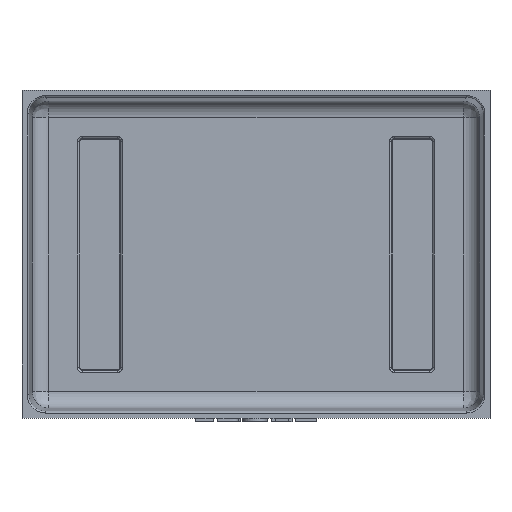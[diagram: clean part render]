
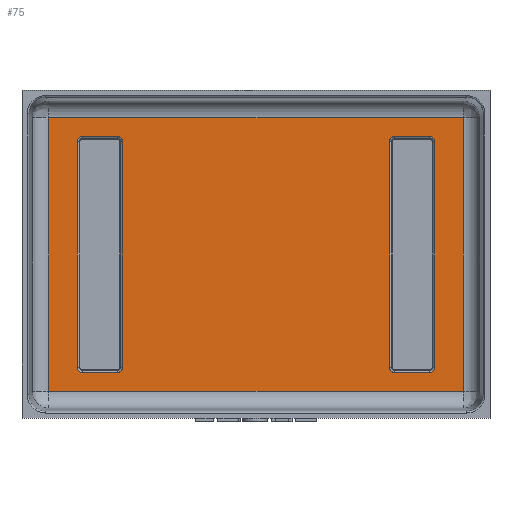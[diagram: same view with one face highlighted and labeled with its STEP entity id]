
A CAD part, top view. The second image highlights one B-rep face of the part: STEP entity #75.
In plain terms, the highlighted planar face has unit normal (0, 0, 1).
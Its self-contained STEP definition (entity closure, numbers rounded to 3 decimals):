
#75 = ADVANCED_FACE( '', ( #226, #227, #228 ), #229, .F. );
#226 = FACE_OUTER_BOUND( '', #527, .T. );
#227 = FACE_BOUND( '', #528, .T. );
#228 = FACE_BOUND( '', #529, .T. );
#229 = PLANE( '', #530 );
#527 = EDGE_LOOP( '', ( #1709, #1710, #1711, #1712 ) );
#528 = EDGE_LOOP( '', ( #1713, #1714, #1715, #1716, #1717, #1718, #1719, #1720 ) );
#529 = EDGE_LOOP( '', ( #1721, #1722, #1723, #1724, #1725, #1726, #1727, #1728 ) );
#530 = AXIS2_PLACEMENT_3D( '', #1729, #1730, #1731 );
#1709 = ORIENTED_EDGE( '', *, *, #2377, .F. );
#1710 = ORIENTED_EDGE( '', *, *, #2383, .F. );
#1711 = ORIENTED_EDGE( '', *, *, #2384, .F. );
#1712 = ORIENTED_EDGE( '', *, *, #2385, .F. );
#1713 = ORIENTED_EDGE( '', *, *, #2386, .F. );
#1714 = ORIENTED_EDGE( '', *, *, #2387, .F. );
#1715 = ORIENTED_EDGE( '', *, *, #2388, .F. );
#1716 = ORIENTED_EDGE( '', *, *, #2389, .F. );
#1717 = ORIENTED_EDGE( '', *, *, #2390, .F. );
#1718 = ORIENTED_EDGE( '', *, *, #2391, .F. );
#1719 = ORIENTED_EDGE( '', *, *, #2392, .F. );
#1720 = ORIENTED_EDGE( '', *, *, #2393, .F. );
#1721 = ORIENTED_EDGE( '', *, *, #2394, .F. );
#1722 = ORIENTED_EDGE( '', *, *, #2395, .F. );
#1723 = ORIENTED_EDGE( '', *, *, #2396, .F. );
#1724 = ORIENTED_EDGE( '', *, *, #2397, .F. );
#1725 = ORIENTED_EDGE( '', *, *, #2398, .F. );
#1726 = ORIENTED_EDGE( '', *, *, #2399, .F. );
#1727 = ORIENTED_EDGE( '', *, *, #2400, .F. );
#1728 = ORIENTED_EDGE( '', *, *, #2401, .F. );
#1729 = CARTESIAN_POINT( '', ( -233.016, 131.094, -78.131 ) );
#1730 = DIRECTION( '', ( 0., 0., -1. ) );
#1731 = DIRECTION( '', ( 1., 0., 0. ) );
#2377 = EDGE_CURVE( '', #2727, #2729, #2730, .T. );
#2383 = EDGE_CURVE( '', #2736, #2727, #2738, .T. );
#2384 = EDGE_CURVE( '', #2739, #2736, #2740, .T. );
#2385 = EDGE_CURVE( '', #2729, #2739, #2741, .T. );
#2386 = EDGE_CURVE( '', #2742, #2743, #2744, .T. );
#2387 = EDGE_CURVE( '', #2745, #2742, #2746, .T. );
#2388 = EDGE_CURVE( '', #2747, #2745, #2748, .T. );
#2389 = EDGE_CURVE( '', #2749, #2747, #2750, .T. );
#2390 = EDGE_CURVE( '', #2751, #2749, #2752, .T. );
#2391 = EDGE_CURVE( '', #2753, #2751, #2754, .T. );
#2392 = EDGE_CURVE( '', #2755, #2753, #2756, .T. );
#2393 = EDGE_CURVE( '', #2743, #2755, #2757, .T. );
#2394 = EDGE_CURVE( '', #2758, #2759, #2760, .T. );
#2395 = EDGE_CURVE( '', #2761, #2758, #2762, .T. );
#2396 = EDGE_CURVE( '', #2763, #2761, #2764, .T. );
#2397 = EDGE_CURVE( '', #2765, #2763, #2766, .T. );
#2398 = EDGE_CURVE( '', #2767, #2765, #2768, .T. );
#2399 = EDGE_CURVE( '', #2769, #2767, #2770, .T. );
#2400 = EDGE_CURVE( '', #2771, #2769, #2772, .T. );
#2401 = EDGE_CURVE( '', #2759, #2771, #2773, .T. );
#2727 = VERTEX_POINT( '', #3590 );
#2729 = VERTEX_POINT( '', #3592 );
#2730 = LINE( '', #3593, #3594 );
#2736 = VERTEX_POINT( '', #3602 );
#2738 = LINE( '', #3604, #3605 );
#2739 = VERTEX_POINT( '', #3606 );
#2740 = LINE( '', #3607, #3608 );
#2741 = LINE( '', #3609, #3610 );
#2742 = VERTEX_POINT( '', #3611 );
#2743 = VERTEX_POINT( '', #3612 );
#2744 = LINE( '', #3613, #3614 );
#2745 = VERTEX_POINT( '', #3615 );
#2746 = CIRCLE( '', #3616, 4.763 );
#2747 = VERTEX_POINT( '', #3617 );
#2748 = LINE( '', #3618, #3619 );
#2749 = VERTEX_POINT( '', #3620 );
#2750 = CIRCLE( '', #3621, 4.763 );
#2751 = VERTEX_POINT( '', #3622 );
#2752 = LINE( '', #3623, #3624 );
#2753 = VERTEX_POINT( '', #3625 );
#2754 = CIRCLE( '', #3626, 4.763 );
#2755 = VERTEX_POINT( '', #3627 );
#2756 = LINE( '', #3628, #3629 );
#2757 = CIRCLE( '', #3630, 4.763 );
#2758 = VERTEX_POINT( '', #3631 );
#2759 = VERTEX_POINT( '', #3632 );
#2760 = LINE( '', #3633, #3634 );
#2761 = VERTEX_POINT( '', #3635 );
#2762 = CIRCLE( '', #3636, 4.763 );
#2763 = VERTEX_POINT( '', #3637 );
#2764 = LINE( '', #3638, #3639 );
#2765 = VERTEX_POINT( '', #3640 );
#2766 = CIRCLE( '', #3641, 4.763 );
#2767 = VERTEX_POINT( '', #3642 );
#2768 = LINE( '', #3643, #3644 );
#2769 = VERTEX_POINT( '', #3645 );
#2770 = CIRCLE( '', #3646, 4.763 );
#2771 = VERTEX_POINT( '', #3647 );
#2772 = LINE( '', #3648, #3649 );
#2773 = CIRCLE( '', #3650, 4.763 );
#3590 = CARTESIAN_POINT( '', ( 196.769, 130.094, -78.131 ) );
#3592 = CARTESIAN_POINT( '', ( 196.769, -130.094, -78.131 ) );
#3593 = CARTESIAN_POINT( '', ( 196.769, 130.094, -78.131 ) );
#3594 = VECTOR( '', #3981, 1000. );
#3602 = CARTESIAN_POINT( '', ( -196.769, 130.094, -78.131 ) );
#3604 = CARTESIAN_POINT( '', ( -196.769, 130.094, -78.131 ) );
#3605 = VECTOR( '', #3993, 1000. );
#3606 = CARTESIAN_POINT( '', ( -196.769, -130.094, -78.131 ) );
#3607 = CARTESIAN_POINT( '', ( -196.769, -130.094, -78.131 ) );
#3608 = VECTOR( '', #3994, 1000. );
#3609 = CARTESIAN_POINT( '', ( 196.769, -130.094, -78.131 ) );
#3610 = VECTOR( '', #3995, 1000. );
#3611 = CARTESIAN_POINT( '', ( 131.667, -111.919, -78.131 ) );
#3612 = CARTESIAN_POINT( '', ( 165.005, -111.919, -78.131 ) );
#3613 = CARTESIAN_POINT( '', ( 131.667, -111.919, -78.131 ) );
#3614 = VECTOR( '', #3996, 1000. );
#3615 = CARTESIAN_POINT( '', ( 126.905, -107.156, -78.131 ) );
#3616 = AXIS2_PLACEMENT_3D( '', #3997, #3998, #3999 );
#3617 = CARTESIAN_POINT( '', ( 126.905, 107.156, -78.131 ) );
#3618 = CARTESIAN_POINT( '', ( 126.905, 107.156, -78.131 ) );
#3619 = VECTOR( '', #4000, 1000. );
#3620 = CARTESIAN_POINT( '', ( 131.667, 111.919, -78.131 ) );
#3621 = AXIS2_PLACEMENT_3D( '', #4001, #4002, #4003 );
#3622 = CARTESIAN_POINT( '', ( 165.005, 111.919, -78.131 ) );
#3623 = CARTESIAN_POINT( '', ( 165.005, 111.919, -78.131 ) );
#3624 = VECTOR( '', #4004, 1000. );
#3625 = CARTESIAN_POINT( '', ( 169.767, 107.156, -78.131 ) );
#3626 = AXIS2_PLACEMENT_3D( '', #4005, #4006, #4007 );
#3627 = CARTESIAN_POINT( '', ( 169.767, -107.156, -78.131 ) );
#3628 = CARTESIAN_POINT( '', ( 169.767, -107.156, -78.131 ) );
#3629 = VECTOR( '', #4008, 1000. );
#3630 = AXIS2_PLACEMENT_3D( '', #4009, #4010, #4011 );
#3631 = CARTESIAN_POINT( '', ( -169.767, 107.156, -78.131 ) );
#3632 = CARTESIAN_POINT( '', ( -169.767, -107.156, -78.131 ) );
#3633 = CARTESIAN_POINT( '', ( -169.767, 107.156, -78.131 ) );
#3634 = VECTOR( '', #4012, 1000. );
#3635 = CARTESIAN_POINT( '', ( -165.005, 111.919, -78.131 ) );
#3636 = AXIS2_PLACEMENT_3D( '', #4013, #4014, #4015 );
#3637 = CARTESIAN_POINT( '', ( -131.667, 111.919, -78.131 ) );
#3638 = CARTESIAN_POINT( '', ( -131.667, 111.919, -78.131 ) );
#3639 = VECTOR( '', #4016, 1000. );
#3640 = CARTESIAN_POINT( '', ( -126.905, 107.156, -78.131 ) );
#3641 = AXIS2_PLACEMENT_3D( '', #4017, #4018, #4019 );
#3642 = CARTESIAN_POINT( '', ( -126.905, -107.156, -78.131 ) );
#3643 = CARTESIAN_POINT( '', ( -126.905, -107.156, -78.131 ) );
#3644 = VECTOR( '', #4020, 1000. );
#3645 = CARTESIAN_POINT( '', ( -131.667, -111.919, -78.131 ) );
#3646 = AXIS2_PLACEMENT_3D( '', #4021, #4022, #4023 );
#3647 = CARTESIAN_POINT( '', ( -165.005, -111.919, -78.131 ) );
#3648 = CARTESIAN_POINT( '', ( -165.005, -111.919, -78.131 ) );
#3649 = VECTOR( '', #4024, 1000. );
#3650 = AXIS2_PLACEMENT_3D( '', #4025, #4026, #4027 );
#3981 = DIRECTION( '', ( 0., -1., 0. ) );
#3993 = DIRECTION( '', ( 1., 0., 0. ) );
#3994 = DIRECTION( '', ( 0., 1., 0. ) );
#3995 = DIRECTION( '', ( -1., 0., 0. ) );
#3996 = DIRECTION( '', ( 1., 0., 0. ) );
#3997 = CARTESIAN_POINT( '', ( 131.667, -107.156, -78.131 ) );
#3998 = DIRECTION( '', ( 0., 0., 1. ) );
#3999 = DIRECTION( '', ( -1., 0., 0. ) );
#4000 = DIRECTION( '', ( 0., -1., 0. ) );
#4001 = CARTESIAN_POINT( '', ( 131.667, 107.156, -78.131 ) );
#4002 = DIRECTION( '', ( 0., 0., 1. ) );
#4003 = DIRECTION( '', ( 0., 1., 0. ) );
#4004 = DIRECTION( '', ( -1., 0., 0. ) );
#4005 = CARTESIAN_POINT( '', ( 165.005, 107.156, -78.131 ) );
#4006 = DIRECTION( '', ( 0., 0., 1. ) );
#4007 = DIRECTION( '', ( 1., 0., 0. ) );
#4008 = DIRECTION( '', ( 0., 1., 0. ) );
#4009 = CARTESIAN_POINT( '', ( 165.005, -107.156, -78.131 ) );
#4010 = DIRECTION( '', ( 0., 0., 1. ) );
#4011 = DIRECTION( '', ( 0., -1., 0. ) );
#4012 = DIRECTION( '', ( 0., -1., 0. ) );
#4013 = CARTESIAN_POINT( '', ( -165.005, 107.156, -78.131 ) );
#4014 = DIRECTION( '', ( 0., 0., 1. ) );
#4015 = DIRECTION( '', ( 0., 1., 0. ) );
#4016 = DIRECTION( '', ( -1., 0., 0. ) );
#4017 = CARTESIAN_POINT( '', ( -131.667, 107.156, -78.131 ) );
#4018 = DIRECTION( '', ( 0., 0., 1. ) );
#4019 = DIRECTION( '', ( 1., 0., 0. ) );
#4020 = DIRECTION( '', ( 0., 1., 0. ) );
#4021 = CARTESIAN_POINT( '', ( -131.667, -107.156, -78.131 ) );
#4022 = DIRECTION( '', ( 0., 0., 1. ) );
#4023 = DIRECTION( '', ( 0., -1., 0. ) );
#4024 = DIRECTION( '', ( 1., 0., 0. ) );
#4025 = CARTESIAN_POINT( '', ( -165.005, -107.156, -78.131 ) );
#4026 = DIRECTION( '', ( 0., 0., 1. ) );
#4027 = DIRECTION( '', ( -1., 0., 0. ) );
